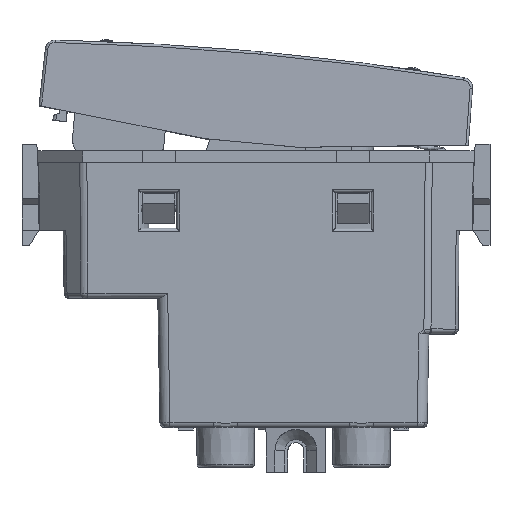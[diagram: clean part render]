
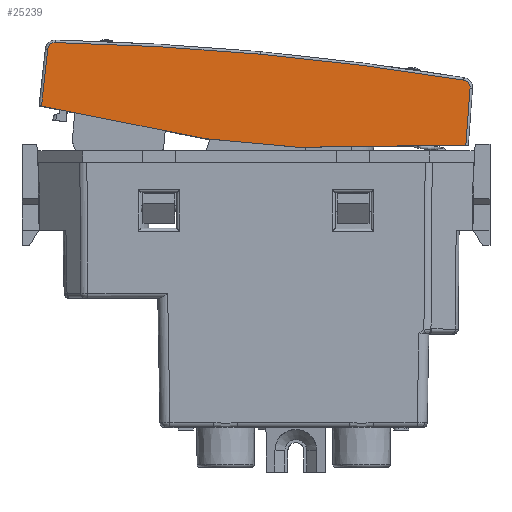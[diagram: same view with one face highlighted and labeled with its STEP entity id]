
A CAD part, top view. The second image highlights one B-rep face of the part: STEP entity #25239.
In plain terms, the highlighted planar face has unit normal (0.002, 0.017, 1).
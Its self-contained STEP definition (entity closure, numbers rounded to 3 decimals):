
#2308 = CARTESIAN_POINT ( 'NONE',  ( 0., 10.354, 10.719 ) ) ;
#4038 =( BOUNDED_CURVE ( )  B_SPLINE_CURVE ( 3, ( #31903, #58833, #38320, #80099 ),
 .UNSPECIFIED., .F., .F. ) 
 B_SPLINE_CURVE_WITH_KNOTS ( ( 4, 4 ),
 ( 0.07, 1.553 ),
 .UNSPECIFIED. ) 
 CURVE ( )  GEOMETRIC_REPRESENTATION_ITEM ( )  RATIONAL_B_SPLINE_CURVE ( ( 1., 0.825, 0.825, 1. ) ) 
 REPRESENTATION_ITEM ( '' )  );
#6301 = VECTOR ( 'NONE', #32496, 1000. ) ;
#9669 = CARTESIAN_POINT ( 'NONE',  ( -20.597, 9.633, 10.732 ) ) ;
#10586 = VERTEX_POINT ( 'NONE', #47455 ) ;
#11527 = CARTESIAN_POINT ( 'NONE',  ( 21.288, 9.307, 10.738 ) ) ;
#11825 = CARTESIAN_POINT ( 'NONE',  ( 21.295, 8.898, 10.745 ) ) ;
#12516 = EDGE_CURVE ( 'NONE', #82577, #14845, #4038, .T. ) ;
#12760 = EDGE_CURVE ( 'NONE', #65311, #10586, #83077, .T. ) ;
#14845 = VERTEX_POINT ( 'NONE', #29648 ) ;
#15373 = CARTESIAN_POINT ( 'NONE',  ( -21.41, 2.272, 10.86 ) ) ;
#18514 = CARTESIAN_POINT ( 'NONE',  ( -21.395, 3.154, 10.845 ) ) ;
#22091 = CARTESIAN_POINT ( 'NONE',  ( 0., 1.4, 10.876 ) ) ;
#23691 = VECTOR ( 'NONE', #89863, 1000. ) ;
#25239 = ADVANCED_FACE ( 'NONE', ( #32225 ), #52364, .T. ) ;
#26414 = CARTESIAN_POINT ( 'NONE',  ( 6.873, 10.354, 10.719 ) ) ;
#27251 = ORIENTED_EDGE ( 'NONE', *, *, #48933, .F. ) ;
#27374 = LINE ( 'NONE', #15373, #76752 ) ;
#27396 = AXIS2_PLACEMENT_3D ( 'NONE', #45332, #46237, #45633 ) ;
#27419 = EDGE_CURVE ( 'NONE', #64749, #58399, #84555, .T. ) ;
#27420 = CARTESIAN_POINT ( 'NONE',  ( 20.597, 9.633, 10.732 ) ) ;
#27996 = ORIENTED_EDGE ( 'NONE', *, *, #12516, .T. ) ;
#28990 = CARTESIAN_POINT ( 'NONE',  ( 0.094, 0.895, 10.884 ) ) ;
#29289 = DIRECTION ( 'NONE',  ( -0.995, 0.105, -0.002 ) ) ;
#29463 = CARTESIAN_POINT ( 'NONE',  ( 21.395, 3.154, 10.845 ) ) ;
#29648 = CARTESIAN_POINT ( 'NONE',  ( -21.295, 8.898, 10.745 ) ) ;
#30349 = CARTESIAN_POINT ( 'NONE',  ( 0., 10.354, 10.719 ) ) ;
#31266 = EDGE_CURVE ( 'NONE', #10586, #87994, #64098, .T. ) ;
#31903 = CARTESIAN_POINT ( 'NONE',  ( -20.597, 9.633, 10.732 ) ) ;
#32225 = FACE_OUTER_BOUND ( 'NONE', #46076, .T. ) ;
#32496 = DIRECTION ( 'NONE',  ( -0.017, 1., -0.017 ) ) ;
#33310 = LINE ( 'NONE', #22091, #49736 ) ;
#33443 = CARTESIAN_POINT ( 'NONE',  ( 20.597, 9.633, 10.732 ) ) ;
#33540 = CARTESIAN_POINT ( 'NONE',  ( 21.006, 9.604, 10.732 ) ) ;
#33990 = VECTOR ( 'NONE', #29289, 1000. ) ;
#35489 = VERTEX_POINT ( 'NONE', #69777 ) ;
#38320 = CARTESIAN_POINT ( 'NONE',  ( -21.288, 9.307, 10.738 ) ) ;
#40311 = ORIENTED_EDGE ( 'NONE', *, *, #12760, .T. ) ;
#44515 = CARTESIAN_POINT ( 'NONE',  ( -6.873, 10.354, 10.719 ) ) ;
#44679 = DIRECTION ( 'NONE',  ( -1., 0., 0. ) ) ;
#45332 = CARTESIAN_POINT ( 'NONE',  ( 0., 0., 10.9 ) ) ;
#45633 = DIRECTION ( 'NONE',  ( 0., -1., 0.017 ) ) ;
#46076 = EDGE_LOOP ( 'NONE', ( #54888, #27251, #74572, #40311, #84331, #65811, #70934, #27996, #58824 ) ) ;
#46237 = DIRECTION ( 'NONE',  ( 0., 0.017, 1. ) ) ;
#47455 = CARTESIAN_POINT ( 'NONE',  ( 21.295, 8.898, 10.745 ) ) ;
#48070 =( BOUNDED_CURVE ( )  B_SPLINE_CURVE ( 3, ( #2308, #44515, #58305, #9669 ),
 .UNSPECIFIED., .F., .T. ) 
 B_SPLINE_CURVE_WITH_KNOTS ( ( 4, 4 ),
 ( 0., 0.07 ),
 .UNSPECIFIED. ) 
 CURVE ( )  GEOMETRIC_REPRESENTATION_ITEM ( )  RATIONAL_B_SPLINE_CURVE ( ( 1., 1., 1., 1. ) ) 
 REPRESENTATION_ITEM ( '' )  );
#48933 = EDGE_CURVE ( 'NONE', #35489, #64749, #33310, .T. ) ;
#49725 =( BOUNDED_CURVE ( )  B_SPLINE_CURVE ( 3, ( #33443, #68344, #26414, #82532 ),
 .UNSPECIFIED., .F., .F. ) 
 B_SPLINE_CURVE_WITH_KNOTS ( ( 4, 4 ),
 ( 6.213, 6.283 ),
 .UNSPECIFIED. ) 
 CURVE ( )  GEOMETRIC_REPRESENTATION_ITEM ( )  RATIONAL_B_SPLINE_CURVE ( ( 1., 1., 1., 1. ) ) 
 REPRESENTATION_ITEM ( '' )  );
#49736 = VECTOR ( 'NONE', #44679, 1000. ) ;
#52364 = PLANE ( 'NONE',  #27396 ) ;
#53273 = CARTESIAN_POINT ( 'NONE',  ( 21.295, 8.894, 10.745 ) ) ;
#54888 = ORIENTED_EDGE ( 'NONE', *, *, #27419, .F. ) ;
#55340 = LINE ( 'NONE', #81898, #23691 ) ;
#58305 = CARTESIAN_POINT ( 'NONE',  ( -13.741, 10.114, 10.723 ) ) ;
#58399 = VERTEX_POINT ( 'NONE', #18514 ) ;
#58824 = ORIENTED_EDGE ( 'NONE', *, *, #60736, .T. ) ;
#58833 = CARTESIAN_POINT ( 'NONE',  ( -21.006, 9.604, 10.732 ) ) ;
#58939 = CARTESIAN_POINT ( 'NONE',  ( -20.597, 9.633, 10.732 ) ) ;
#59568 = EDGE_CURVE ( 'NONE', #66988, #82577, #48070, .T. ) ;
#60736 = EDGE_CURVE ( 'NONE', #14845, #58399, #27374, .T. ) ;
#63186 = EDGE_CURVE ( 'NONE', #65311, #35489, #55340, .T. ) ;
#64098 =( BOUNDED_CURVE ( )  B_SPLINE_CURVE ( 3, ( #11825, #11527, #33540, #82631 ),
 .UNSPECIFIED., .F., .F. ) 
 B_SPLINE_CURVE_WITH_KNOTS ( ( 4, 4 ),
 ( 4.73, 6.213 ),
 .UNSPECIFIED. ) 
 CURVE ( )  GEOMETRIC_REPRESENTATION_ITEM ( )  RATIONAL_B_SPLINE_CURVE ( ( 1., 0.825, 0.825, 1. ) ) 
 REPRESENTATION_ITEM ( '' )  );
#64749 = VERTEX_POINT ( 'NONE', #67130 ) ;
#65311 = VERTEX_POINT ( 'NONE', #29463 ) ;
#65811 = ORIENTED_EDGE ( 'NONE', *, *, #66683, .T. ) ;
#66683 = EDGE_CURVE ( 'NONE', #87994, #66988, #49725, .T. ) ;
#66988 = VERTEX_POINT ( 'NONE', #30349 ) ;
#67130 = CARTESIAN_POINT ( 'NONE',  ( -4.71, 1.4, 10.876 ) ) ;
#68344 = CARTESIAN_POINT ( 'NONE',  ( 13.741, 10.114, 10.723 ) ) ;
#69777 = CARTESIAN_POINT ( 'NONE',  ( 4.71, 1.4, 10.876 ) ) ;
#70934 = ORIENTED_EDGE ( 'NONE', *, *, #59568, .T. ) ;
#74572 = ORIENTED_EDGE ( 'NONE', *, *, #63186, .F. ) ;
#76752 = VECTOR ( 'NONE', #78793, 1000. ) ;
#78793 = DIRECTION ( 'NONE',  ( -0.017, -1., 0.017 ) ) ;
#80099 = CARTESIAN_POINT ( 'NONE',  ( -21.295, 8.898, 10.745 ) ) ;
#81898 = CARTESIAN_POINT ( 'NONE',  ( -0.094, 0.895, 10.884 ) ) ;
#82532 = CARTESIAN_POINT ( 'NONE',  ( 0., 10.354, 10.719 ) ) ;
#82577 = VERTEX_POINT ( 'NONE', #58939 ) ;
#82631 = CARTESIAN_POINT ( 'NONE',  ( 20.597, 9.633, 10.732 ) ) ;
#83077 = LINE ( 'NONE', #53273, #6301 ) ;
#84331 = ORIENTED_EDGE ( 'NONE', *, *, #31266, .T. ) ;
#84555 = LINE ( 'NONE', #28990, #33990 ) ;
#87994 = VERTEX_POINT ( 'NONE', #27420 ) ;
#89863 = DIRECTION ( 'NONE',  ( -0.995, -0.105, 0.002 ) ) ;
